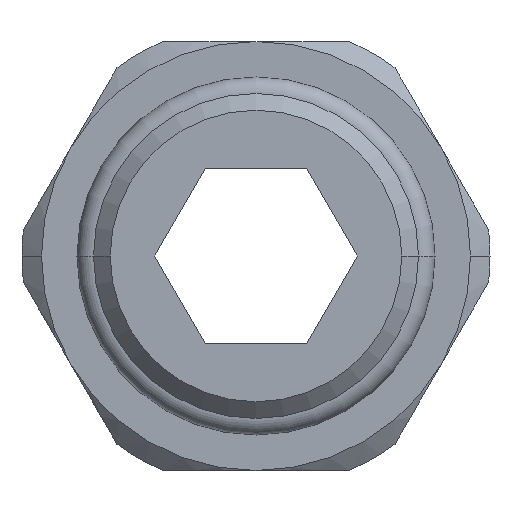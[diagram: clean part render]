
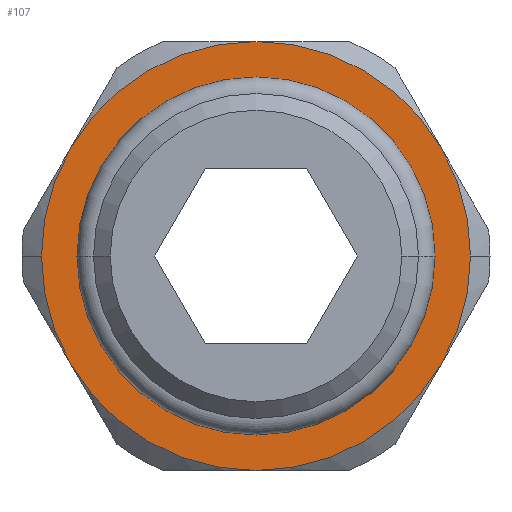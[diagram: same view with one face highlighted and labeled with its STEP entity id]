
A CAD part, front view. The second image highlights one B-rep face of the part: STEP entity #107.
In plain terms, the highlighted planar face has unit normal (0, -1, 0).
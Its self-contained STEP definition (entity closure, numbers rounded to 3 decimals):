
#107=ADVANCED_FACE('',(#247,#248),#249,.F.);
#247=FACE_BOUND('',#404,.T.);
#248=FACE_OUTER_BOUND('',#405,.T.);
#249=PLANE('',#406);
#404=EDGE_LOOP('',(#901,#902,#903));
#405=EDGE_LOOP('',(#904,#905,#906,#907,#908,#909,#910,#911));
#406=AXIS2_PLACEMENT_3D('',#912,#913,#914);
#901=ORIENTED_EDGE('',*,*,#1101,.T.);
#902=ORIENTED_EDGE('',*,*,#1100,.T.);
#903=ORIENTED_EDGE('',*,*,#1102,.T.);
#904=ORIENTED_EDGE('',*,*,#1166,.F.);
#905=ORIENTED_EDGE('',*,*,#1163,.F.);
#906=ORIENTED_EDGE('',*,*,#1160,.F.);
#907=ORIENTED_EDGE('',*,*,#1076,.F.);
#908=ORIENTED_EDGE('',*,*,#1158,.F.);
#909=ORIENTED_EDGE('',*,*,#1174,.F.);
#910=ORIENTED_EDGE('',*,*,#1070,.F.);
#911=ORIENTED_EDGE('',*,*,#1169,.F.);
#912=CARTESIAN_POINT('',(0.,0.0,0.));
#913=DIRECTION('',(0.0,1.0,0.0));
#914=DIRECTION('',(0.0,0.0,1.0));
#1070=EDGE_CURVE('',#1292,#1295,#1296,.T.);
#1076=EDGE_CURVE('',#1305,#1301,#1307,.T.);
#1100=EDGE_CURVE('',#1343,#1345,#1347,.T.);
#1101=EDGE_CURVE('',#1348,#1343,#1349,.T.);
#1102=EDGE_CURVE('',#1345,#1348,#1350,.T.);
#1158=EDGE_CURVE('',#1441,#1305,#1443,.T.);
#1160=EDGE_CURVE('',#1301,#1445,#1446,.T.);
#1163=EDGE_CURVE('',#1445,#1449,#1450,.T.);
#1166=EDGE_CURVE('',#1449,#1453,#1454,.T.);
#1169=EDGE_CURVE('',#1453,#1292,#1457,.T.);
#1174=EDGE_CURVE('',#1295,#1441,#1462,.T.);
#1292=VERTEX_POINT('',#1618);
#1295=VERTEX_POINT('',#1622);
#1296=CIRCLE('',#1623,11.0);
#1301=VERTEX_POINT('',#1639);
#1305=VERTEX_POINT('',#1644);
#1307=CIRCLE('',#1657,11.0);
#1343=VERTEX_POINT('',#1707);
#1345=VERTEX_POINT('',#1709);
#1347=CIRCLE('',#1711,9.18);
#1348=VERTEX_POINT('',#1712);
#1349=CIRCLE('',#1713,9.18);
#1350=CIRCLE('',#1714,9.18);
#1441=VERTEX_POINT('',#1833);
#1443=CIRCLE('',#1846,11.0);
#1445=VERTEX_POINT('',#1859);
#1446=CIRCLE('',#1860,11.0);
#1449=VERTEX_POINT('',#1885);
#1450=CIRCLE('',#1886,11.0);
#1453=VERTEX_POINT('',#1911);
#1454=CIRCLE('',#1912,11.0);
#1457=CIRCLE('',#1937,11.0);
#1462=CIRCLE('',#1986,11.0);
#1618=CARTESIAN_POINT('',(11.0,0.0,0.));
#1622=CARTESIAN_POINT('',(9.526,0.0,-5.5));
#1623=AXIS2_PLACEMENT_3D('',#2214,#2215,#2216);
#1639=CARTESIAN_POINT('',(-11.0,0.0,0.));
#1644=CARTESIAN_POINT('',(-9.526,0.0,-5.5));
#1657=AXIS2_PLACEMENT_3D('',#2224,#2225,#2226);
#1707=CARTESIAN_POINT('',(9.18,0.0,0.));
#1709=CARTESIAN_POINT('',(-9.18,0.0,0.));
#1711=AXIS2_PLACEMENT_3D('',#2268,#2269,#2270);
#1712=CARTESIAN_POINT('',(0.,0.0,9.18));
#1713=AXIS2_PLACEMENT_3D('',#2271,#2272,#2273);
#1714=AXIS2_PLACEMENT_3D('',#2274,#2275,#2276);
#1833=CARTESIAN_POINT('',(0.0,0.0,-11.0));
#1846=AXIS2_PLACEMENT_3D('',#2383,#2384,#2385);
#1859=CARTESIAN_POINT('',(-9.526,0.0,5.5));
#1860=AXIS2_PLACEMENT_3D('',#2386,#2387,#2388);
#1885=CARTESIAN_POINT('',(0.,0.0,11.0));
#1886=AXIS2_PLACEMENT_3D('',#2389,#2390,#2391);
#1911=CARTESIAN_POINT('',(9.526,0.0,5.5));
#1912=AXIS2_PLACEMENT_3D('',#2392,#2393,#2394);
#1937=AXIS2_PLACEMENT_3D('',#2395,#2396,#2397);
#1986=AXIS2_PLACEMENT_3D('',#2398,#2399,#2400);
#2214=CARTESIAN_POINT('',(0.0,0.0,0.0));
#2215=DIRECTION('',(-0.0,1.0,0.0));
#2216=DIRECTION('',(1.0,0.0,0.0));
#2224=CARTESIAN_POINT('',(0.0,0.0,0.0));
#2225=DIRECTION('',(-0.0,1.0,0.0));
#2226=DIRECTION('',(1.0,0.0,0.0));
#2268=CARTESIAN_POINT('',(0.0,0.0,0.0));
#2269=DIRECTION('',(0.0,1.0,0.0));
#2270=DIRECTION('',(0.0,0.0,-1.0));
#2271=CARTESIAN_POINT('',(0.0,0.0,0.0));
#2272=DIRECTION('',(0.0,1.0,0.0));
#2273=DIRECTION('',(0.0,0.0,-1.0));
#2274=CARTESIAN_POINT('',(0.0,0.0,0.0));
#2275=DIRECTION('',(0.0,1.0,0.0));
#2276=DIRECTION('',(0.0,0.0,-1.0));
#2383=CARTESIAN_POINT('',(0.0,0.0,0.0));
#2384=DIRECTION('',(-0.0,1.0,0.0));
#2385=DIRECTION('',(1.0,0.0,0.0));
#2386=CARTESIAN_POINT('',(0.0,0.0,0.0));
#2387=DIRECTION('',(-0.0,1.0,0.0));
#2388=DIRECTION('',(1.0,0.0,0.0));
#2389=CARTESIAN_POINT('',(0.0,0.0,0.0));
#2390=DIRECTION('',(-0.0,1.0,0.0));
#2391=DIRECTION('',(1.0,0.0,0.0));
#2392=CARTESIAN_POINT('',(0.0,0.0,0.0));
#2393=DIRECTION('',(-0.0,1.0,0.0));
#2394=DIRECTION('',(1.0,0.0,0.0));
#2395=CARTESIAN_POINT('',(0.0,0.0,0.0));
#2396=DIRECTION('',(-0.0,1.0,0.0));
#2397=DIRECTION('',(1.0,0.0,0.0));
#2398=CARTESIAN_POINT('',(0.0,0.0,0.0));
#2399=DIRECTION('',(-0.0,1.0,0.0));
#2400=DIRECTION('',(1.0,0.0,0.0));
